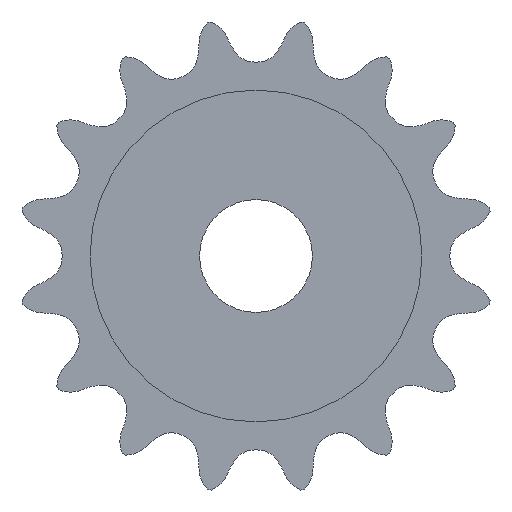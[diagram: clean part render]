
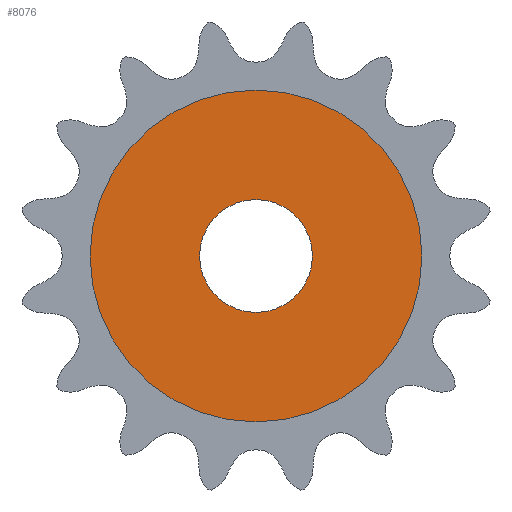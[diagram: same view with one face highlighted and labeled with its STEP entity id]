
A CAD part, front view. The second image highlights one B-rep face of the part: STEP entity #8076.
In plain terms, the highlighted planar face has unit normal (0, -1, 0).
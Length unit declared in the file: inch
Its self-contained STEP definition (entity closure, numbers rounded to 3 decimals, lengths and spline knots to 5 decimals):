
#138=CARTESIAN_POINT('',(0.0,0.0,-0.735));
#139=VERTEX_POINT('',#138);
#155=CARTESIAN_POINT('',(0.,0.,0.735));
#156=VERTEX_POINT('',#155);
#163=CARTESIAN_POINT('',(0.0,0.0,0.0));
#164=DIRECTION('',(0.0,-1.0,0.0));
#165=DIRECTION('',(0.0,0.0,-1.0));
#166=AXIS2_PLACEMENT_3D('',#163,#164,#165);
#167=CIRCLE('',#166,0.735);
#168=EDGE_CURVE('',#139,#156,#167,.T.);
#4210=CARTESIAN_POINT('',(0.,0.,-0.25));
#4211=VERTEX_POINT('',#4210);
#4220=CARTESIAN_POINT('',(0.,0.0,0.25));
#4221=VERTEX_POINT('',#4220);
#4222=CARTESIAN_POINT('',(0.0,0.0,0.0));
#4223=DIRECTION('',(0.0,1.0,0.0));
#4224=DIRECTION('',(0.0,0.0,-1.0));
#4225=AXIS2_PLACEMENT_3D('',#4222,#4223,#4224);
#4226=CIRCLE('',#4225,0.25);
#4227=EDGE_CURVE('',#4221,#4211,#4226,.T.);
#4261=CARTESIAN_POINT('',(0.0,0.0,0.0));
#4262=DIRECTION('',(0.0,1.0,0.0));
#4263=DIRECTION('',(0.0,0.0,-1.0));
#4264=AXIS2_PLACEMENT_3D('',#4261,#4262,#4263);
#4265=CIRCLE('',#4264,0.25);
#4266=EDGE_CURVE('',#4211,#4221,#4265,.T.);
#7815=CARTESIAN_POINT('',(0.0,0.0,0.0));
#7816=DIRECTION('',(0.0,-1.0,0.0));
#7817=DIRECTION('',(0.0,0.0,-1.0));
#7818=AXIS2_PLACEMENT_3D('',#7815,#7816,#7817);
#7819=CIRCLE('',#7818,0.735);
#7820=EDGE_CURVE('',#156,#139,#7819,.T.);
#8063=CARTESIAN_POINT('',(0.0,0.0,0.0));
#8064=DIRECTION('',(0.0,-1.0,0.0));
#8065=DIRECTION('',(0.0,0.0,-1.0));
#8066=AXIS2_PLACEMENT_3D('',#8063,#8064,#8065);
#8067=PLANE('',#8066);
#8068=ORIENTED_EDGE('',*,*,#168,.T.);
#8069=ORIENTED_EDGE('',*,*,#7820,.T.);
#8070=EDGE_LOOP('',(#8068,#8069));
#8071=FACE_OUTER_BOUND('',#8070,.T.);
#8072=ORIENTED_EDGE('',*,*,#4227,.T.);
#8073=ORIENTED_EDGE('',*,*,#4266,.T.);
#8074=EDGE_LOOP('',(#8072,#8073));
#8075=FACE_BOUND('',#8074,.T.);
#8076=ADVANCED_FACE('',(#8071,#8075),#8067,.T.);
